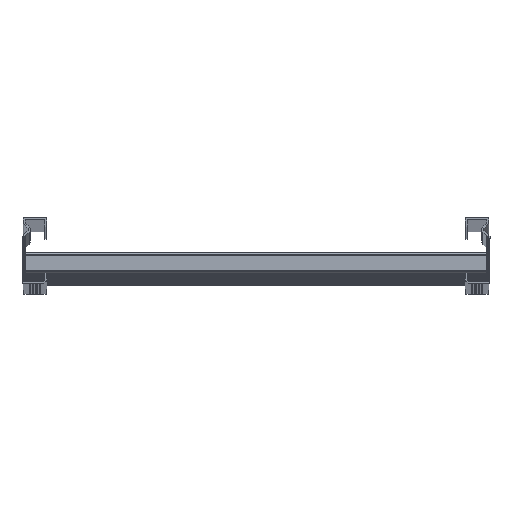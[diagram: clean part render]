
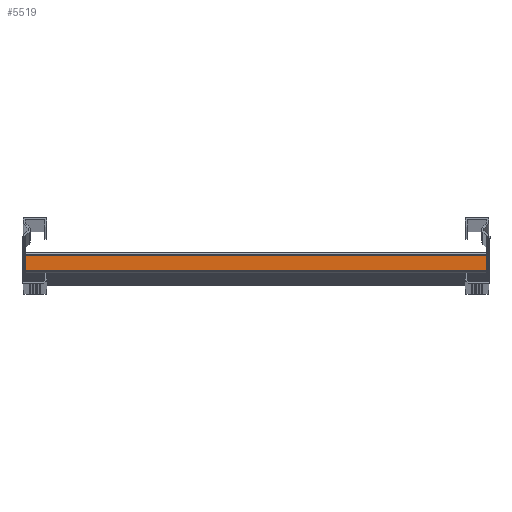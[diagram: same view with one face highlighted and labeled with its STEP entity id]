
A CAD part, top view. The second image highlights one B-rep face of the part: STEP entity #5519.
In plain terms, the highlighted face is planar.
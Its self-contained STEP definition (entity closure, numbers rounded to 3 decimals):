
#1433 = CARTESIAN_POINT ( 'NONE',  ( 18., 2.5, -198.5 ) ) ;
#1599 = DIRECTION ( 'NONE',  ( 0., 0., -1. ) ) ;
#1690 = CARTESIAN_POINT ( 'NONE',  ( 18., 2.5, 198.5 ) ) ;
#1714 = VECTOR ( 'NONE', #7102, 1000. ) ;
#2623 = ORIENTED_EDGE ( 'NONE', *, *, #9723, .F. ) ;
#2790 = VERTEX_POINT ( 'NONE', #1433 ) ;
#3591 = EDGE_LOOP ( 'NONE', ( #2623, #5866, #8768, #11761 ) ) ;
#3814 = PLANE ( 'NONE',  #7503 ) ;
#3856 = VECTOR ( 'NONE', #8785, 1000. ) ;
#3905 = CARTESIAN_POINT ( 'NONE',  ( 18., 18., 198.5 ) ) ;
#3992 = CARTESIAN_POINT ( 'NONE',  ( 18., 15.5, 198.5 ) ) ;
#4762 = FACE_OUTER_BOUND ( 'NONE', #3591, .T. ) ;
#4766 = VERTEX_POINT ( 'NONE', #6702 ) ;
#5338 = EDGE_CURVE ( 'NONE', #6203, #2790, #10346, .T. ) ;
#5519 = ADVANCED_FACE ( 'NONE', ( #4762 ), #3814, .T. ) ;
#5584 = CARTESIAN_POINT ( 'NONE',  ( 18., 18., 198.5 ) ) ;
#5866 = ORIENTED_EDGE ( 'NONE', *, *, #12002, .F. ) ;
#6203 = VERTEX_POINT ( 'NONE', #1690 ) ;
#6702 = CARTESIAN_POINT ( 'NONE',  ( 18., 15.5, -198.5 ) ) ;
#6963 = LINE ( 'NONE', #3992, #1714 ) ;
#7102 = DIRECTION ( 'NONE',  ( 0., 0., -1. ) ) ;
#7503 = AXIS2_PLACEMENT_3D ( 'NONE', #3905, #10031, #12366 ) ;
#7541 = VECTOR ( 'NONE', #1599, 1000. ) ;
#8423 = CARTESIAN_POINT ( 'NONE',  ( 18., 15.5, 198.5 ) ) ;
#8768 = ORIENTED_EDGE ( 'NONE', *, *, #12195, .T. ) ;
#8772 = VECTOR ( 'NONE', #12994, 1000. ) ;
#8785 = DIRECTION ( 'NONE',  ( 0., -1., 0. ) ) ;
#9723 = EDGE_CURVE ( 'NONE', #4766, #2790, #10084, .T. ) ;
#9937 = CARTESIAN_POINT ( 'NONE',  ( 18., 2.5, 198.5 ) ) ;
#10031 = DIRECTION ( 'NONE',  ( 1., 0., 0. ) ) ;
#10084 = LINE ( 'NONE', #12545, #8772 ) ;
#10340 = VERTEX_POINT ( 'NONE', #8423 ) ;
#10346 = LINE ( 'NONE', #9937, #7541 ) ;
#11761 = ORIENTED_EDGE ( 'NONE', *, *, #5338, .T. ) ;
#12002 = EDGE_CURVE ( 'NONE', #10340, #4766, #6963, .T. ) ;
#12195 = EDGE_CURVE ( 'NONE', #10340, #6203, #12238, .T. ) ;
#12238 = LINE ( 'NONE', #5584, #3856 ) ;
#12366 = DIRECTION ( 'NONE',  ( 0., 0., -1. ) ) ;
#12545 = CARTESIAN_POINT ( 'NONE',  ( 18., 18., -198.5 ) ) ;
#12994 = DIRECTION ( 'NONE',  ( 0., -1., 0. ) ) ;
